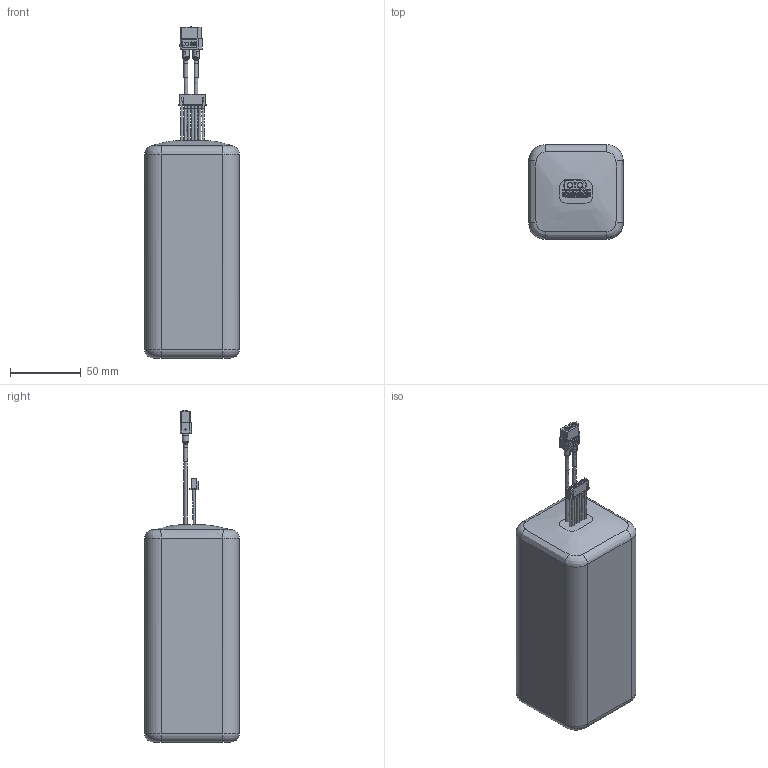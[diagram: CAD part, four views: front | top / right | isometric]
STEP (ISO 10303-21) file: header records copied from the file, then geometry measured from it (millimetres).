
FILE_DESCRIPTION(/* description */ ('STEP AP242 Edition 2','CAx-IF Rec.Pracs.---Representation and Presentation of Product Manufacturing Information (PMI)---4.0---2014-10-13','CAx-IF Rec.Pracs.---3D Tessellated Geometry---0.4---2014-09-14','2;1','CAx-IF Rec.Pracs.---User Defined Attributes---1.5---2016-08-15'),/* implementation_level */ '2;1');
FILE_NAME(/* name */ '698ccd16f738aba4c77ce4c9',/* time_stamp */ '2026-02-11T18:40:22Z',/* author */ (''),/* organization */ (''),/* preprocessor_version */ 'ST-DEVELOPER v20',/* originating_system */ 'ONSHAPE BY PTC INC, 1.210',/* authorisation */ ' ');
FILE_SCHEMA (('AP242_MANAGED_MODEL_BASED_3D_ENGINEERING_MIM_LF { 1 0 10303 442 3 1 4 }'));
Length unit declared in the file: metre
Products named in the file (17): Assembly 1; WIRE, MOTS, 22AWG SILICONE, BLACK, 110MM; WIRE, MOTS, 12AWG SILICONE, BLACK, 250MM; Part 1; WIRE, MOTS, 12AWG SILICONE, RED, 130MM,; id36; id41; id46; EU1781 STECKV 7P BUCHSENGEH F. CRIMPKONT. XH; id56; id61; id66; id71; HEATSHRINK, MOTS, POF, 8MM OD, 0.2MM WALL, 20MM LENGTH; Pins; XT60 Plug
Assembly tree (23 placements, depth 2):
  Assembly 1
    WIRE, MOTS, 22AWG SILICONE, BLACK, 110MM  x7
    WIRE, MOTS, 12AWG SILICONE, BLACK, 250MM
    Part 1
    WIRE, MOTS, 12AWG SILICONE, RED, 130MM,
    id36
    id41
    id46
    EU1781 STECKV 7P BUCHSENGEH F. CRIMPKONT. XH
    id56
    id61
    id66
    id71
    HEATSHRINK, MOTS, POF, 8MM OD, 0.2MM WALL, 20MM LENGTH  x2
    Pins
    XT60 Plug
    Pins
Bounding box: 67 x 67 x 235.4 mm (x, y, z)
Volume: 665972.7 mm3; surface area: 56038.3 mm2
Topology: 16 solids, 16 shells, 621 faces, 1627 edges, 1086 vertices
Faces by surface type: plane 365, bspline 146, cylinder 92, torus 12, cone 6
Full cylindrical faces by diameter (mm): 0.64 x14, 1.7 x14, 2.05 x4, 2.41 x6, 2.81 x2, 3.45 x4, 4.1 x6, 4.5 x2, 5.5 x2
Entity records: 22836 total; most frequent: CARTESIAN_POINT 9118, ORIENTED_EDGE 2928, DIRECTION 2191, EDGE_CURVE 1464, LINE 1013, VECTOR 1013, VERTEX_POINT 994, EDGE_LOOP 656
